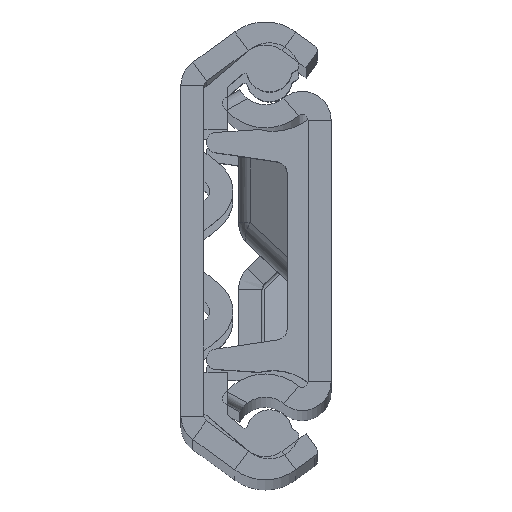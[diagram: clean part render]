
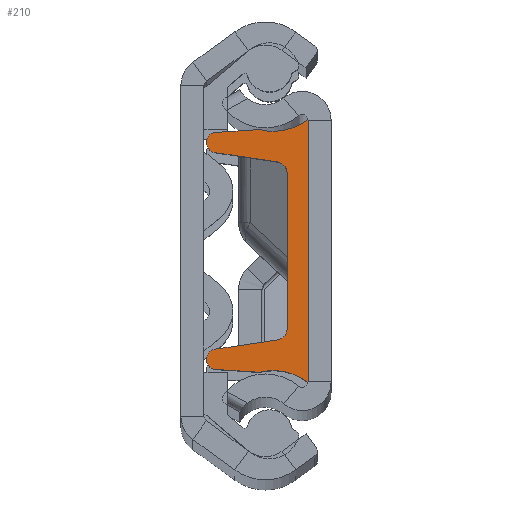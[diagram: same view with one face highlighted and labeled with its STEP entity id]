
A CAD part, top view. The second image highlights one B-rep face of the part: STEP entity #210.
In plain terms, the highlighted face is planar.
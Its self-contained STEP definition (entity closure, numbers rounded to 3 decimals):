
#26 = CIRCLE ( 'NONE', #5585, 0.875 ) ;
#141 = LINE ( 'NONE', #4676, #7707 ) ;
#156 = ORIENTED_EDGE ( 'NONE', *, *, #7258, .T. ) ;
#192 = LINE ( 'NONE', #5975, #9362 ) ;
#202 = AXIS2_PLACEMENT_3D ( 'NONE', #8607, #2499, #5628 ) ;
#210 = ADVANCED_FACE ( 'NONE', ( #4515 ), #6845, .T. ) ;
#262 = EDGE_CURVE ( 'NONE', #5751, #8246, #8067, .T. ) ;
#280 = AXIS2_PLACEMENT_3D ( 'NONE', #4413, #1418, #8986 ) ;
#588 = CARTESIAN_POINT ( 'NONE',  ( 6., -6.708, 2.8 ) ) ;
#698 = EDGE_LOOP ( 'NONE', ( #2230, #6480, #8934, #3596, #4835, #8041, #6755, #2874, #3417, #8550, #6904, #3838, #156, #5250 ) ) ;
#724 = CARTESIAN_POINT ( 'NONE',  ( 6., 11.35, 0. ) ) ;
#784 = VECTOR ( 'NONE', #6129, 1000. ) ;
#823 = VECTOR ( 'NONE', #8770, 1000. ) ;
#948 = CIRCLE ( 'NONE', #9058, 1. ) ;
#973 = CARTESIAN_POINT ( 'NONE',  ( 6., 10.248, 7.983 ) ) ;
#1005 = CARTESIAN_POINT ( 'NONE',  ( 6., 0., 1.8 ) ) ;
#1273 = CARTESIAN_POINT ( 'NONE',  ( 6., 15.35, 3. ) ) ;
#1352 = LINE ( 'NONE', #2862, #823 ) ;
#1418 = DIRECTION ( 'NONE',  ( 1., 0., 0. ) ) ;
#1419 = EDGE_CURVE ( 'NONE', #2009, #8246, #192, .T. ) ;
#1608 = CIRCLE ( 'NONE', #7477, 0.875 ) ;
#1776 = VERTEX_POINT ( 'NONE', #2883 ) ;
#1798 = DIRECTION ( 'NONE',  ( 0., -1., 0. ) ) ;
#1858 = VERTEX_POINT ( 'NONE', #5507 ) ;
#2009 = VERTEX_POINT ( 'NONE', #6539 ) ;
#2134 = EDGE_CURVE ( 'NONE', #6491, #3036, #948, .T. ) ;
#2154 = CARTESIAN_POINT ( 'NONE',  ( 6., 7.697, 2.651 ) ) ;
#2230 = ORIENTED_EDGE ( 'NONE', *, *, #3659, .F. ) ;
#2293 = VERTEX_POINT ( 'NONE', #2567 ) ;
#2499 = DIRECTION ( 'NONE',  ( 1., 0., 0. ) ) ;
#2520 = AXIS2_PLACEMENT_3D ( 'NONE', #6639, #2876, #7436 ) ;
#2567 = CARTESIAN_POINT ( 'NONE',  ( 6., -11.35, 0. ) ) ;
#2611 = CARTESIAN_POINT ( 'NONE',  ( 6., -9.375, 8.8 ) ) ;
#2702 = CARTESIAN_POINT ( 'NONE',  ( 6., 0., 0. ) ) ;
#2838 = EDGE_CURVE ( 'NONE', #1858, #5979, #6371, .T. ) ;
#2862 = CARTESIAN_POINT ( 'NONE',  ( 6., -7.136, -1.074 ) ) ;
#2874 = ORIENTED_EDGE ( 'NONE', *, *, #9262, .T. ) ;
#2876 = DIRECTION ( 'NONE',  ( 1., 0., 0. ) ) ;
#2883 = CARTESIAN_POINT ( 'NONE',  ( 6., 9.375, 8.8 ) ) ;
#3036 = VERTEX_POINT ( 'NONE', #2154 ) ;
#3070 = CARTESIAN_POINT ( 'NONE',  ( 6., -9.375, 7.925 ) ) ;
#3353 = EDGE_CURVE ( 'NONE', #3731, #5751, #1608, .T. ) ;
#3417 = ORIENTED_EDGE ( 'NONE', *, *, #6071, .T. ) ;
#3596 = ORIENTED_EDGE ( 'NONE', *, *, #1419, .F. ) ;
#3613 = VERTEX_POINT ( 'NONE', #4992 ) ;
#3659 = EDGE_CURVE ( 'NONE', #3731, #1858, #1352, .T. ) ;
#3731 = VERTEX_POINT ( 'NONE', #4641 ) ;
#3802 = EDGE_CURVE ( 'NONE', #1776, #3613, #26, .T. ) ;
#3838 = ORIENTED_EDGE ( 'NONE', *, *, #2134, .F. ) ;
#3872 = CIRCLE ( 'NONE', #202, 5. ) ;
#4152 = AXIS2_PLACEMENT_3D ( 'NONE', #588, #8111, #8803 ) ;
#4179 = CIRCLE ( 'NONE', #6709, 5. ) ;
#4201 = VECTOR ( 'NONE', #1798, 1000. ) ;
#4202 = LINE ( 'NONE', #2702, #6734 ) ;
#4229 = EDGE_CURVE ( 'NONE', #4450, #5202, #4179, .T. ) ;
#4321 = DIRECTION ( 'NONE',  ( 0., 0., -1. ) ) ;
#4413 = CARTESIAN_POINT ( 'NONE',  ( 6., 0., 0. ) ) ;
#4450 = VERTEX_POINT ( 'NONE', #9648 ) ;
#4515 = FACE_OUTER_BOUND ( 'NONE', #698, .T. ) ;
#4555 = DIRECTION ( 'NONE',  ( 1., 0., 0. ) ) ;
#4641 = CARTESIAN_POINT ( 'NONE',  ( 6., -8.51, 8.055 ) ) ;
#4676 = CARTESIAN_POINT ( 'NONE',  ( 6., 7.136, -1.074 ) ) ;
#4835 = ORIENTED_EDGE ( 'NONE', *, *, #6114, .F. ) ;
#4877 = CARTESIAN_POINT ( 'NONE',  ( 6., 9.375, 7.925 ) ) ;
#4902 = CARTESIAN_POINT ( 'NONE',  ( 6., 6.708, 1.8 ) ) ;
#4992 = CARTESIAN_POINT ( 'NONE',  ( 6., 8.51, 8.055 ) ) ;
#5202 = VERTEX_POINT ( 'NONE', #724 ) ;
#5237 = DIRECTION ( 'NONE',  ( 0., 0., -1. ) ) ;
#5250 = ORIENTED_EDGE ( 'NONE', *, *, #2838, .F. ) ;
#5281 = DIRECTION ( 'NONE',  ( 1., 0., 0. ) ) ;
#5323 = VERTEX_POINT ( 'NONE', #973 ) ;
#5436 = DIRECTION ( 'NONE',  ( 1., 0., 0. ) ) ;
#5507 = CARTESIAN_POINT ( 'NONE',  ( 6., -7.697, 2.651 ) ) ;
#5585 = AXIS2_PLACEMENT_3D ( 'NONE', #6975, #5436, #5237 ) ;
#5628 = DIRECTION ( 'NONE',  ( 0., 0., -1. ) ) ;
#5751 = VERTEX_POINT ( 'NONE', #2611 ) ;
#5975 = CARTESIAN_POINT ( 'NONE',  ( 6., -10.734, 0.718 ) ) ;
#5979 = VERTEX_POINT ( 'NONE', #6968 ) ;
#6071 = EDGE_CURVE ( 'NONE', #5323, #1776, #7349, .T. ) ;
#6114 = EDGE_CURVE ( 'NONE', #2293, #2009, #3872, .T. ) ;
#6129 = DIRECTION ( 'NONE',  ( 0., -0.067, 0.998 ) ) ;
#6244 = DIRECTION ( 'NONE',  ( 0., 0., -1. ) ) ;
#6371 = CIRCLE ( 'NONE', #4152, 1. ) ;
#6480 = ORIENTED_EDGE ( 'NONE', *, *, #3353, .T. ) ;
#6491 = VERTEX_POINT ( 'NONE', #4902 ) ;
#6539 = CARTESIAN_POINT ( 'NONE',  ( 6., -10.5, 4.216 ) ) ;
#6639 = CARTESIAN_POINT ( 'NONE',  ( 6., -9.375, 7.925 ) ) ;
#6709 = AXIS2_PLACEMENT_3D ( 'NONE', #1273, #5281, #8314 ) ;
#6723 = LINE ( 'NONE', #8463, #784 ) ;
#6734 = VECTOR ( 'NONE', #7268, 1000. ) ;
#6755 = ORIENTED_EDGE ( 'NONE', *, *, #4229, .F. ) ;
#6845 = PLANE ( 'NONE',  #280 ) ;
#6904 = ORIENTED_EDGE ( 'NONE', *, *, #7498, .T. ) ;
#6916 = EDGE_CURVE ( 'NONE', #5202, #2293, #4202, .T. ) ;
#6968 = CARTESIAN_POINT ( 'NONE',  ( 6., -6.708, 1.8 ) ) ;
#6975 = CARTESIAN_POINT ( 'NONE',  ( 6., 9.375, 7.925 ) ) ;
#7068 = DIRECTION ( 'NONE',  ( 1., 0., 0. ) ) ;
#7258 = EDGE_CURVE ( 'NONE', #6491, #5979, #8610, .T. ) ;
#7268 = DIRECTION ( 'NONE',  ( 0., -1., 0. ) ) ;
#7349 = CIRCLE ( 'NONE', #8151, 0.875 ) ;
#7436 = DIRECTION ( 'NONE',  ( 0., 0., -1. ) ) ;
#7477 = AXIS2_PLACEMENT_3D ( 'NONE', #3070, #9083, #6244 ) ;
#7498 = EDGE_CURVE ( 'NONE', #3613, #3036, #141, .T. ) ;
#7584 = CARTESIAN_POINT ( 'NONE',  ( 6., 6.708, 2.8 ) ) ;
#7637 = DIRECTION ( 'NONE',  ( 0., 0., -1. ) ) ;
#7707 = VECTOR ( 'NONE', #9057, 1000. ) ;
#8041 = ORIENTED_EDGE ( 'NONE', *, *, #6916, .F. ) ;
#8067 = CIRCLE ( 'NONE', #2520, 0.875 ) ;
#8111 = DIRECTION ( 'NONE',  ( 1., 0., 0. ) ) ;
#8151 = AXIS2_PLACEMENT_3D ( 'NONE', #4877, #7068, #4321 ) ;
#8246 = VERTEX_POINT ( 'NONE', #9450 ) ;
#8314 = DIRECTION ( 'NONE',  ( 0., 0., -1. ) ) ;
#8463 = CARTESIAN_POINT ( 'NONE',  ( 6., 10.734, 0.718 ) ) ;
#8550 = ORIENTED_EDGE ( 'NONE', *, *, #3802, .T. ) ;
#8607 = CARTESIAN_POINT ( 'NONE',  ( 6., -15.35, 3. ) ) ;
#8610 = LINE ( 'NONE', #1005, #4201 ) ;
#8770 = DIRECTION ( 'NONE',  ( 0., 0.149, -0.989 ) ) ;
#8803 = DIRECTION ( 'NONE',  ( 0., 0., -1. ) ) ;
#8934 = ORIENTED_EDGE ( 'NONE', *, *, #262, .T. ) ;
#8986 = DIRECTION ( 'NONE',  ( 0., 0., -1. ) ) ;
#9016 = DIRECTION ( 'NONE',  ( 0., 0.067, 0.998 ) ) ;
#9057 = DIRECTION ( 'NONE',  ( 0., -0.149, -0.989 ) ) ;
#9058 = AXIS2_PLACEMENT_3D ( 'NONE', #7584, #4555, #7637 ) ;
#9083 = DIRECTION ( 'NONE',  ( 1., 0., 0. ) ) ;
#9262 = EDGE_CURVE ( 'NONE', #4450, #5323, #6723, .T. ) ;
#9362 = VECTOR ( 'NONE', #9016, 1000. ) ;
#9450 = CARTESIAN_POINT ( 'NONE',  ( 6., -10.248, 7.983 ) ) ;
#9648 = CARTESIAN_POINT ( 'NONE',  ( 6., 10.5, 4.216 ) ) ;
